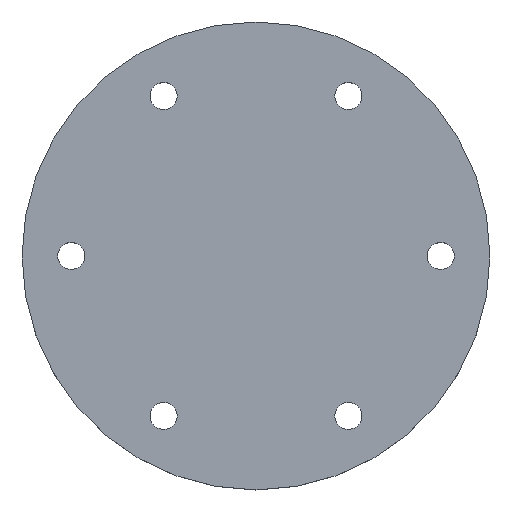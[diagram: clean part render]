
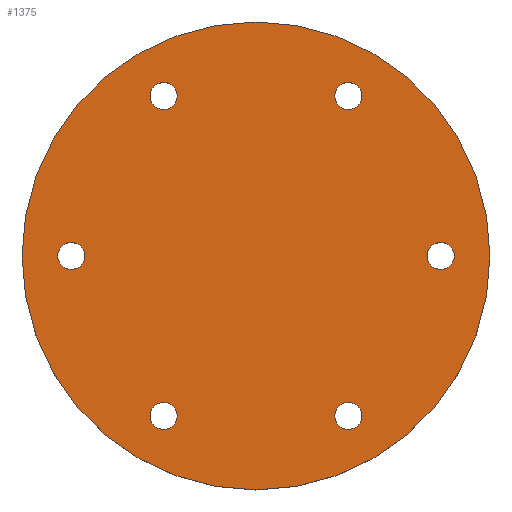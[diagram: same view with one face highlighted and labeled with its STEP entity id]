
A CAD part, top view. The second image highlights one B-rep face of the part: STEP entity #1375.
In plain terms, the highlighted planar face has unit normal (0, 0, 1).
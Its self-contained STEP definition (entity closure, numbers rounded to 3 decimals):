
#5 = DIRECTION ( 'NONE',  ( 1., 0., 0. ) ) ;
#7 = VERTEX_POINT ( 'NONE', #824 ) ;
#41 = CIRCLE ( 'NONE', #127, 2.75 ) ;
#48 = DIRECTION ( 'NONE',  ( 0., 0., 1. ) ) ;
#121 = ORIENTED_EDGE ( 'NONE', *, *, #1030, .F. ) ;
#127 = AXIS2_PLACEMENT_3D ( 'NONE', #517, #1437, #973 ) ;
#129 = DIRECTION ( 'NONE',  ( 1., 0., 0. ) ) ;
#133 = VERTEX_POINT ( 'NONE', #746 ) ;
#151 = DIRECTION ( 'NONE',  ( 1., 0., 0. ) ) ;
#155 = CARTESIAN_POINT ( 'NONE',  ( -21.5, -32.476, 10. ) ) ;
#161 = DIRECTION ( 'NONE',  ( 1., 0., 0. ) ) ;
#165 = EDGE_CURVE ( 'NONE', #252, #865, #519, .T. ) ;
#166 = ORIENTED_EDGE ( 'NONE', *, *, #786, .F. ) ;
#167 = CARTESIAN_POINT ( 'NONE',  ( 16., 32.476, 10. ) ) ;
#209 = EDGE_CURVE ( 'NONE', #133, #568, #1318, .T. ) ;
#226 = CIRCLE ( 'NONE', #683, 2.75 ) ;
#227 = AXIS2_PLACEMENT_3D ( 'NONE', #232, #1393, #954 ) ;
#228 = DIRECTION ( 'NONE',  ( 0., 0., 1. ) ) ;
#232 = CARTESIAN_POINT ( 'NONE',  ( -18.75, 32.476, 10. ) ) ;
#237 = CARTESIAN_POINT ( 'NONE',  ( -18.75, 32.476, 10. ) ) ;
#242 = VERTEX_POINT ( 'NONE', #1381 ) ;
#248 = FACE_BOUND ( 'NONE', #470, .T. ) ;
#252 = VERTEX_POINT ( 'NONE', #267 ) ;
#256 = CARTESIAN_POINT ( 'NONE',  ( 0., 0., 10. ) ) ;
#257 = DIRECTION ( 'NONE',  ( 1., 0., 0. ) ) ;
#266 = DIRECTION ( 'NONE',  ( 0., 0., 1. ) ) ;
#267 = CARTESIAN_POINT ( 'NONE',  ( 47.5, 0., 10. ) ) ;
#270 = ORIENTED_EDGE ( 'NONE', *, *, #813, .F. ) ;
#271 = AXIS2_PLACEMENT_3D ( 'NONE', #809, #436, #5 ) ;
#274 = CIRCLE ( 'NONE', #991, 2.75 ) ;
#275 = DIRECTION ( 'NONE',  ( 1., 0., 0. ) ) ;
#304 = DIRECTION ( 'NONE',  ( 0., 0., 1. ) ) ;
#328 = EDGE_LOOP ( 'NONE', ( #166, #469 ) ) ;
#335 = VERTEX_POINT ( 'NONE', #1188 ) ;
#353 = DIRECTION ( 'NONE',  ( 0., 0., 1. ) ) ;
#357 = ORIENTED_EDGE ( 'NONE', *, *, #1452, .F. ) ;
#360 = EDGE_CURVE ( 'NONE', #1215, #1072, #562, .T. ) ;
#401 = ORIENTED_EDGE ( 'NONE', *, *, #1039, .T. ) ;
#419 = CIRCLE ( 'NONE', #521, 2.75 ) ;
#424 = VERTEX_POINT ( 'NONE', #781 ) ;
#436 = DIRECTION ( 'NONE',  ( 0., 0., 1. ) ) ;
#440 = CARTESIAN_POINT ( 'NONE',  ( 34.75, 0., 10. ) ) ;
#442 = AXIS2_PLACEMENT_3D ( 'NONE', #963, #1293, #1202 ) ;
#468 = CIRCLE ( 'NONE', #1086, 2.75 ) ;
#469 = ORIENTED_EDGE ( 'NONE', *, *, #623, .F. ) ;
#470 = EDGE_LOOP ( 'NONE', ( #996, #967 ) ) ;
#479 = DIRECTION ( 'NONE',  ( 1., 0., 0. ) ) ;
#493 = AXIS2_PLACEMENT_3D ( 'NONE', #1002, #1451, #1136 ) ;
#499 = CARTESIAN_POINT ( 'NONE',  ( 0., 0., 10. ) ) ;
#501 = ORIENTED_EDGE ( 'NONE', *, *, #209, .F. ) ;
#517 = CARTESIAN_POINT ( 'NONE',  ( 18.75, 32.476, 10. ) ) ;
#519 = CIRCLE ( 'NONE', #493, 47.5 ) ;
#521 = AXIS2_PLACEMENT_3D ( 'NONE', #970, #48, #1313 ) ;
#530 = CARTESIAN_POINT ( 'NONE',  ( -18.75, -32.476, 10. ) ) ;
#559 = VERTEX_POINT ( 'NONE', #155 ) ;
#562 = CIRCLE ( 'NONE', #442, 2.75 ) ;
#568 = VERTEX_POINT ( 'NONE', #637 ) ;
#588 = AXIS2_PLACEMENT_3D ( 'NONE', #256, #353, #129 ) ;
#617 = ORIENTED_EDGE ( 'NONE', *, *, #1199, .F. ) ;
#623 = EDGE_CURVE ( 'NONE', #1077, #559, #964, .T. ) ;
#633 = AXIS2_PLACEMENT_3D ( 'NONE', #1484, #228, #1051 ) ;
#637 = CARTESIAN_POINT ( 'NONE',  ( 21.5, -32.476, 10. ) ) ;
#652 = EDGE_CURVE ( 'NONE', #7, #678, #226, .T. ) ;
#658 = AXIS2_PLACEMENT_3D ( 'NONE', #754, #741, #161 ) ;
#672 = EDGE_CURVE ( 'NONE', #1072, #1215, #468, .T. ) ;
#678 = VERTEX_POINT ( 'NONE', #167 ) ;
#683 = AXIS2_PLACEMENT_3D ( 'NONE', #1350, #304, #1448 ) ;
#684 = ORIENTED_EDGE ( 'NONE', *, *, #165, .T. ) ;
#710 = ORIENTED_EDGE ( 'NONE', *, *, #652, .F. ) ;
#741 = DIRECTION ( 'NONE',  ( 0., 0., 1. ) ) ;
#746 = CARTESIAN_POINT ( 'NONE',  ( 16., -32.476, 10. ) ) ;
#751 = EDGE_CURVE ( 'NONE', #424, #335, #1296, .T. ) ;
#754 = CARTESIAN_POINT ( 'NONE',  ( -37.5, 0., 10. ) ) ;
#779 = AXIS2_PLACEMENT_3D ( 'NONE', #530, #1140, #1475 ) ;
#781 = CARTESIAN_POINT ( 'NONE',  ( -40.25, 0., 10. ) ) ;
#786 = EDGE_CURVE ( 'NONE', #559, #1077, #1109, .T. ) ;
#809 = CARTESIAN_POINT ( 'NONE',  ( 18.75, -32.476, 10. ) ) ;
#812 = FACE_BOUND ( 'NONE', #328, .T. ) ;
#813 = EDGE_CURVE ( 'NONE', #678, #7, #41, .T. ) ;
#824 = CARTESIAN_POINT ( 'NONE',  ( 21.5, 32.476, 10. ) ) ;
#839 = DIRECTION ( 'NONE',  ( 0., 0., 1. ) ) ;
#843 = ORIENTED_EDGE ( 'NONE', *, *, #751, .F. ) ;
#863 = CIRCLE ( 'NONE', #1252, 47.5 ) ;
#865 = VERTEX_POINT ( 'NONE', #1020 ) ;
#867 = CARTESIAN_POINT ( 'NONE',  ( 37.5, 0., 10. ) ) ;
#947 = FACE_BOUND ( 'NONE', #1418, .T. ) ;
#954 = DIRECTION ( 'NONE',  ( 1., 0., 0. ) ) ;
#957 = CARTESIAN_POINT ( 'NONE',  ( 40.25, 0., 10. ) ) ;
#963 = CARTESIAN_POINT ( 'NONE',  ( 37.5, 0., 10. ) ) ;
#964 = CIRCLE ( 'NONE', #1250, 2.75 ) ;
#967 = ORIENTED_EDGE ( 'NONE', *, *, #672, .F. ) ;
#970 = CARTESIAN_POINT ( 'NONE',  ( 18.75, -32.476, 10. ) ) ;
#972 = VERTEX_POINT ( 'NONE', #1032 ) ;
#973 = DIRECTION ( 'NONE',  ( 1., 0., 0. ) ) ;
#991 = AXIS2_PLACEMENT_3D ( 'NONE', #237, #839, #479 ) ;
#996 = ORIENTED_EDGE ( 'NONE', *, *, #360, .F. ) ;
#1002 = CARTESIAN_POINT ( 'NONE',  ( 0., 0., 10. ) ) ;
#1015 = CIRCLE ( 'NONE', #633, 2.75 ) ;
#1020 = CARTESIAN_POINT ( 'NONE',  ( -47.5, 0., 10. ) ) ;
#1021 = ORIENTED_EDGE ( 'NONE', *, *, #1349, .F. ) ;
#1030 = EDGE_CURVE ( 'NONE', #568, #133, #419, .T. ) ;
#1032 = CARTESIAN_POINT ( 'NONE',  ( -16., 32.476, 10. ) ) ;
#1039 = EDGE_CURVE ( 'NONE', #865, #252, #863, .T. ) ;
#1051 = DIRECTION ( 'NONE',  ( 1., 0., 0. ) ) ;
#1057 = FACE_BOUND ( 'NONE', #1261, .T. ) ;
#1072 = VERTEX_POINT ( 'NONE', #957 ) ;
#1077 = VERTEX_POINT ( 'NONE', #1091 ) ;
#1086 = AXIS2_PLACEMENT_3D ( 'NONE', #867, #1097, #275 ) ;
#1091 = CARTESIAN_POINT ( 'NONE',  ( -16., -32.476, 10. ) ) ;
#1096 = EDGE_LOOP ( 'NONE', ( #401, #684 ) ) ;
#1097 = DIRECTION ( 'NONE',  ( 0., 0., 1. ) ) ;
#1109 = CIRCLE ( 'NONE', #779, 2.75 ) ;
#1136 = DIRECTION ( 'NONE',  ( 1., 0., 0. ) ) ;
#1140 = DIRECTION ( 'NONE',  ( 0., 0., 1. ) ) ;
#1188 = CARTESIAN_POINT ( 'NONE',  ( -34.75, 0., 10. ) ) ;
#1191 = FACE_BOUND ( 'NONE', #1315, .T. ) ;
#1199 = EDGE_CURVE ( 'NONE', #335, #424, #1015, .T. ) ;
#1200 = DIRECTION ( 'NONE',  ( 0., 0., 1. ) ) ;
#1202 = DIRECTION ( 'NONE',  ( 1., 0., 0. ) ) ;
#1215 = VERTEX_POINT ( 'NONE', #440 ) ;
#1250 = AXIS2_PLACEMENT_3D ( 'NONE', #1305, #1200, #257 ) ;
#1252 = AXIS2_PLACEMENT_3D ( 'NONE', #499, #266, #151 ) ;
#1261 = EDGE_LOOP ( 'NONE', ( #843, #617 ) ) ;
#1284 = FACE_BOUND ( 'NONE', #1340, .T. ) ;
#1293 = DIRECTION ( 'NONE',  ( 0., 0., 1. ) ) ;
#1296 = CIRCLE ( 'NONE', #658, 2.75 ) ;
#1305 = CARTESIAN_POINT ( 'NONE',  ( -18.75, -32.476, 10. ) ) ;
#1311 = FACE_OUTER_BOUND ( 'NONE', #1096, .T. ) ;
#1313 = DIRECTION ( 'NONE',  ( 1., 0., 0. ) ) ;
#1315 = EDGE_LOOP ( 'NONE', ( #1021, #357 ) ) ;
#1318 = CIRCLE ( 'NONE', #271, 2.75 ) ;
#1340 = EDGE_LOOP ( 'NONE', ( #270, #710 ) ) ;
#1349 = EDGE_CURVE ( 'NONE', #242, #972, #1492, .T. ) ;
#1350 = CARTESIAN_POINT ( 'NONE',  ( 18.75, 32.476, 10. ) ) ;
#1375 = ADVANCED_FACE ( 'NONE', ( #1191, #812, #248, #1311, #947, #1057, #1284 ), #1398, .T. ) ;
#1381 = CARTESIAN_POINT ( 'NONE',  ( -21.5, 32.476, 10. ) ) ;
#1393 = DIRECTION ( 'NONE',  ( 0., 0., 1. ) ) ;
#1398 = PLANE ( 'NONE',  #588 ) ;
#1418 = EDGE_LOOP ( 'NONE', ( #501, #121 ) ) ;
#1437 = DIRECTION ( 'NONE',  ( 0., 0., 1. ) ) ;
#1448 = DIRECTION ( 'NONE',  ( 1., 0., 0. ) ) ;
#1451 = DIRECTION ( 'NONE',  ( 0., 0., 1. ) ) ;
#1452 = EDGE_CURVE ( 'NONE', #972, #242, #274, .T. ) ;
#1475 = DIRECTION ( 'NONE',  ( 1., 0., 0. ) ) ;
#1484 = CARTESIAN_POINT ( 'NONE',  ( -37.5, 0., 10. ) ) ;
#1492 = CIRCLE ( 'NONE', #227, 2.75 ) ;
